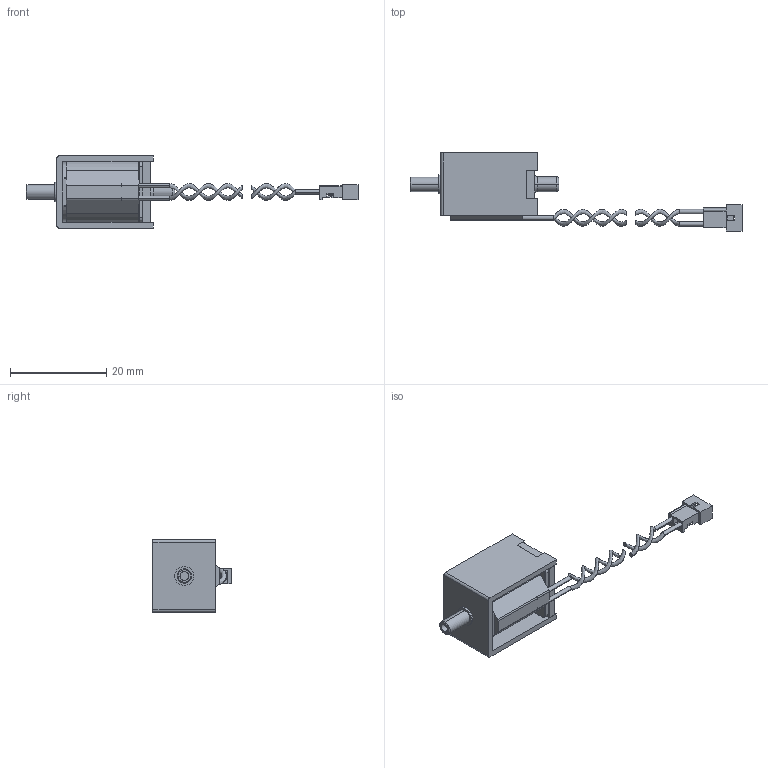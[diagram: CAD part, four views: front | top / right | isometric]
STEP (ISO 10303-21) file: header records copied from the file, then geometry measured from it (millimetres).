
FILE_DESCRIPTION (( 'STEP AP203' ), '1' );
FILE_NAME ('KSV2WA-32K01.STEP', '2018-03-30T00:46:12', ( 'user' ), ( 'Microsoft' ), 'SwSTEP 2.0', 'SolidWorks 2017', '' );
FILE_SCHEMA (( 'CONFIG_CONTROL_DESIGN' ));
Length unit declared in the file: millimetre
Products named in the file (7): KSV2WA-32K01; SV2WAB; SV3WAPL2; 外框SV05BFM1-2; 鐵片SV05BFM2; ､ﾞ?; 線包
Assembly tree (6 placements, depth 2):
  KSV2WA-32K01
    SV2WAB
    SV3WAPL2
    外框SV05BFM1-2
    鐵片SV05BFM2
    ､ﾞ?
    線包
Bounding box: 68.85 x 16.2 x 15 mm (x, y, z)
Volume: 3518.2 mm3; surface area: 4894.5 mm2
Topology: 8 solids, 8 shells, 257 faces, 676 edges, 441 vertices
Faces by surface type: plane 181, cylinder 60, torus 8, cone 4, bspline 4
Entity records: 11587 total; most frequent: CARTESIAN_POINT 4367, ORIENTED_EDGE 1358, DIRECTION 1339, EDGE_CURVE 679, LINE 511, VECTOR 511, VERTEX_POINT 445, AXIS2_PLACEMENT_3D 414
